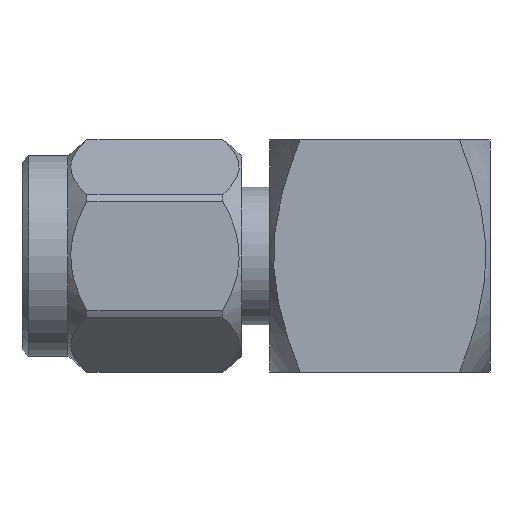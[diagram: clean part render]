
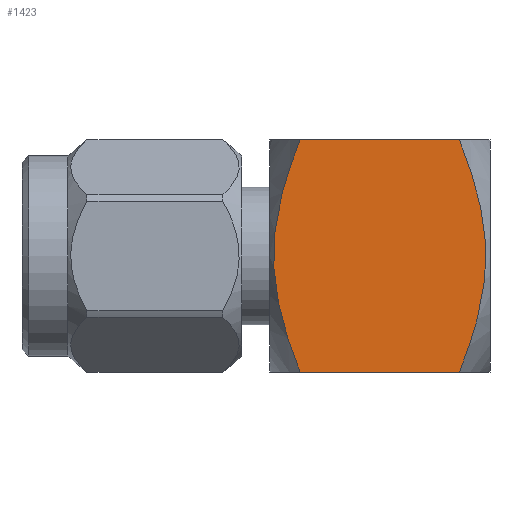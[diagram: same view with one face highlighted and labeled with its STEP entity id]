
A CAD part, left-side view. The second image highlights one B-rep face of the part: STEP entity #1423.
In plain terms, the highlighted planar face has unit normal (-1, 0, 0).
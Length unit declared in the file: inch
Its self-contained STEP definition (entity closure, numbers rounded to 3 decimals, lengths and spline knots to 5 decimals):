
#13 = DIRECTION ( 'NONE',  ( 0., -1., 0. ) ) ;
#55 = VECTOR ( 'NONE', #114, 39.37008 ) ;
#109 = VERTEX_POINT ( 'NONE', #2297 ) ;
#114 = DIRECTION ( 'NONE',  ( 0., -1., 0. ) ) ;
#118 = CARTESIAN_POINT ( 'NONE',  ( -0.18753, 0.14769, -0.06033 ) ) ;
#182 = CARTESIAN_POINT ( 'NONE',  ( -0.18753, -0.14156, -0.14861 ) ) ;
#247 = CARTESIAN_POINT ( 'NONE',  ( -0.18753, -0.15172, -0.11955 ) ) ;
#344 = VECTOR ( 'NONE', #13, 39.37008 ) ;
#482 = CARTESIAN_POINT ( 'NONE',  ( -0.18753, -0.177, -0.177 ) ) ;
#582 = CARTESIAN_POINT ( 'NONE',  ( -0.18753, -0.13031, -0.177 ) ) ;
#668 = PLANE ( 'NONE',  #3814 ) ;
#710 = CARTESIAN_POINT ( 'NONE',  ( -0.18753, 0.15287, -0.0147 ) ) ;
#758 = CARTESIAN_POINT ( 'NONE',  ( -0.18753, -0.16986, -0.03013 ) ) ;
#762 = DIRECTION ( 'NONE',  ( 1., 0., 0. ) ) ;
#780 = CARTESIAN_POINT ( 'NONE',  ( -0.18753, -0.177, 0.177 ) ) ;
#845 = LINE ( 'NONE', #3875, #344 ) ;
#889 = ORIENTED_EDGE ( 'NONE', *, *, #1275, .F. ) ;
#903 = EDGE_CURVE ( 'NONE', #109, #3958, #945, .T. ) ;
#945 = LINE ( 'NONE', #482, #55 ) ;
#1085 = CARTESIAN_POINT ( 'NONE',  ( -0.18753, 0.15278, 0.03118 ) ) ;
#1099 = CARTESIAN_POINT ( 'NONE',  ( -0.18753, -0.15164, 0.11976 ) ) ;
#1275 = EDGE_CURVE ( 'NONE', #3018, #2979, #845, .T. ) ;
#1357 = CARTESIAN_POINT ( 'NONE',  ( -0.18753, 0.12348, -0.14861 ) ) ;
#1423 = ADVANCED_FACE ( 'NONE', ( #2736 ), #668, .F. ) ;
#1430 = CARTESIAN_POINT ( 'NONE',  ( -0.18753, -0.17087, 0.03118 ) ) ;
#1566 = CARTESIAN_POINT ( 'NONE',  ( -0.18753, -0.1415, 0.14876 ) ) ;
#1606 = CARTESIAN_POINT ( 'NONE',  ( -0.18753, -0.13031, 0.177 ) ) ;
#1724 = CARTESIAN_POINT ( 'NONE',  ( -0.18753, 0.13355, 0.11976 ) ) ;
#1765 = CARTESIAN_POINT ( 'NONE',  ( -0.18753, -0.13031, 0.177 ) ) ;
#1779 = CARTESIAN_POINT ( 'NONE',  ( -0.18753, -0.17095, -0.0147 ) ) ;
#1859 = CARTESIAN_POINT ( 'NONE',  ( -0.18753, -0.16279, -0.07525 ) ) ;
#2043 = DIRECTION ( 'NONE',  ( 0., 0., -1. ) ) ;
#2080 = CARTESIAN_POINT ( 'NONE',  ( -0.18753, 0.11223, 0.177 ) ) ;
#2108 = CARTESIAN_POINT ( 'NONE',  ( -0.18753, -0.13031, -0.177 ) ) ;
#2219 = EDGE_LOOP ( 'NONE', ( #3474, #889, #3898, #3531 ) ) ;
#2297 = CARTESIAN_POINT ( 'NONE',  ( -0.18753, 0.11223, -0.177 ) ) ;
#2387 = CARTESIAN_POINT ( 'NONE',  ( -0.18753, 0.11223, 0.177 ) ) ;
#2559 = CARTESIAN_POINT ( 'NONE',  ( -0.18753, -0.16636, 0.06103 ) ) ;
#2680 = CARTESIAN_POINT ( 'NONE',  ( -0.18753, 0.1447, -0.07525 ) ) ;
#2736 = FACE_OUTER_BOUND ( 'NONE', #2219, .T. ) ;
#2979 = VERTEX_POINT ( 'NONE', #1606 ) ;
#3018 = VERTEX_POINT ( 'NONE', #2080 ) ;
#3024 = EDGE_CURVE ( 'NONE', #2979, #3958, #3162, .T. ) ;
#3162 = B_SPLINE_CURVE_WITH_KNOTS ( 'NONE', 3,
 ( #1765, #1566, #1099, #2559, #1430, #1779, #758, #4009, #1859, #247, #182, #2108 ),
 .UNSPECIFIED., .F., .F.,
 ( 4, 2, 2, 2, 2, 4 ),
 ( 0.01274, 0.01505, 0.01735, 0.01851, 0.01966, 0.02197 ),
 .UNSPECIFIED. ) ;
#3245 = B_SPLINE_CURVE_WITH_KNOTS ( 'NONE', 3,
 ( #3332, #1357, #3628, #2680, #118, #3342, #710, #1085, #3668, #1724, #3982, #2387 ),
 .UNSPECIFIED., .F., .F.,
 ( 4, 2, 2, 2, 2, 4 ),
 ( 0.00518, 0.00751, 0.00867, 0.00983, 0.01216, 0.01448 ),
 .UNSPECIFIED. ) ;
#3332 = CARTESIAN_POINT ( 'NONE',  ( -0.18753, 0.11223, -0.177 ) ) ;
#3342 = CARTESIAN_POINT ( 'NONE',  ( -0.18753, 0.15178, -0.03013 ) ) ;
#3474 = ORIENTED_EDGE ( 'NONE', *, *, #3024, .F. ) ;
#3531 = ORIENTED_EDGE ( 'NONE', *, *, #903, .T. ) ;
#3628 = CARTESIAN_POINT ( 'NONE',  ( -0.18753, 0.13363, -0.11955 ) ) ;
#3668 = CARTESIAN_POINT ( 'NONE',  ( -0.18753, 0.14828, 0.06103 ) ) ;
#3788 = EDGE_CURVE ( 'NONE', #109, #3018, #3245, .T. ) ;
#3814 = AXIS2_PLACEMENT_3D ( 'NONE', #780, #762, #2043 ) ;
#3875 = CARTESIAN_POINT ( 'NONE',  ( -0.18753, -0.177, 0.177 ) ) ;
#3898 = ORIENTED_EDGE ( 'NONE', *, *, #3788, .F. ) ;
#3958 = VERTEX_POINT ( 'NONE', #582 ) ;
#3982 = CARTESIAN_POINT ( 'NONE',  ( -0.18753, 0.12342, 0.14876 ) ) ;
#4009 = CARTESIAN_POINT ( 'NONE',  ( -0.18753, -0.16577, -0.06033 ) ) ;
